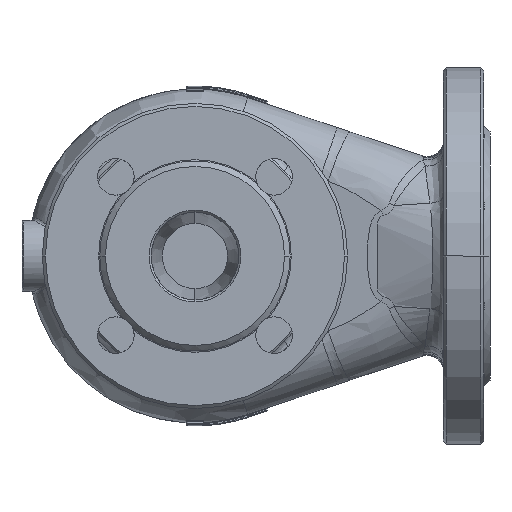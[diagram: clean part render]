
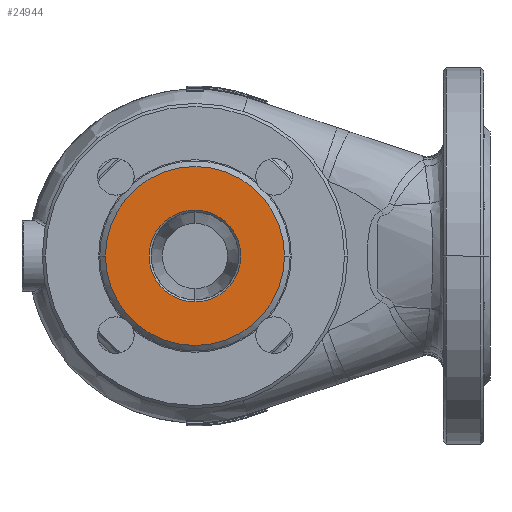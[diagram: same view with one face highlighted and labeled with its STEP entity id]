
A CAD part, front view. The second image highlights one B-rep face of the part: STEP entity #24944.
In plain terms, the highlighted planar face has unit normal (0, -1, 0).
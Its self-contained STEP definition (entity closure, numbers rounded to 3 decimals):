
#319 = VERTEX_POINT ( 'NONE', #116158 ) ;
#331 = VERTEX_POINT ( 'NONE', #116168 ) ;
#13784 = EDGE_LOOP ( 'NONE', ( #59078, #112447 ) ) ;
#13786 = EDGE_LOOP ( 'NONE', ( #60824, #59188 ) ) ;
#17680 = EDGE_CURVE ( 'NONE', #331, #319, #79862, .T. ) ;
#17682 = EDGE_CURVE ( 'NONE', #23460, #23436, #79866, .T. ) ;
#17691 = EDGE_CURVE ( 'NONE', #319, #331, #79880, .T. ) ;
#17718 = EDGE_CURVE ( 'NONE', #23436, #23460, #79954, .T. ) ;
#19231 = AXIS2_PLACEMENT_3D ( 'NONE', #91270, #91271, #91273 ) ;
#19234 = AXIS2_PLACEMENT_3D ( 'NONE', #91306, #91308, #91310 ) ;
#19248 = AXIS2_PLACEMENT_3D ( 'NONE', #91377, #91379, #91381 ) ;
#19274 = AXIS2_PLACEMENT_3D ( 'NONE', #91532, #91534, #91535 ) ;
#23436 = VERTEX_POINT ( 'NONE', #93680 ) ;
#23460 = VERTEX_POINT ( 'NONE', #93685 ) ;
#24944 = ADVANCED_FACE ( 'NONE', ( #56238, #56239 ), #62080, .F. ) ;
#56238 = FACE_BOUND ( 'NONE', #13784, .T. ) ;
#56239 = FACE_OUTER_BOUND ( 'NONE', #13786, .T. ) ;
#59078 = ORIENTED_EDGE ( 'NONE', *, *, #17691, .T. ) ;
#59188 = ORIENTED_EDGE ( 'NONE', *, *, #17682, .F. ) ;
#60824 = ORIENTED_EDGE ( 'NONE', *, *, #17718, .F. ) ;
#62080 = PLANE ( 'NONE',  #107733 ) ;
#62087 = CARTESIAN_POINT ( 'NONE',  ( 0., -109.5, 0. ) ) ;
#62088 = DIRECTION ( 'NONE',  ( 0., 1., 0. ) ) ;
#62089 = DIRECTION ( 'NONE',  ( -1., 0., 0. ) ) ;
#79862 = CIRCLE ( 'NONE', #19231, 22.55 ) ;
#79866 = CIRCLE ( 'NONE', #19234, 44. ) ;
#79880 = CIRCLE ( 'NONE', #19248, 22.55 ) ;
#79954 = CIRCLE ( 'NONE', #19274, 44. ) ;
#91270 = CARTESIAN_POINT ( 'NONE',  ( 0., -109.5, 0. ) ) ;
#91271 = DIRECTION ( 'NONE',  ( 0., 1., 0. ) ) ;
#91273 = DIRECTION ( 'NONE',  ( 0., 0., -1. ) ) ;
#91306 = CARTESIAN_POINT ( 'NONE',  ( 0., -109.5, 0. ) ) ;
#91308 = DIRECTION ( 'NONE',  ( 0., 1., 0. ) ) ;
#91310 = DIRECTION ( 'NONE',  ( -1., 0., 0. ) ) ;
#91377 = CARTESIAN_POINT ( 'NONE',  ( 0., -109.5, 0. ) ) ;
#91379 = DIRECTION ( 'NONE',  ( 0., 1., 0. ) ) ;
#91381 = DIRECTION ( 'NONE',  ( 0., 0., -1. ) ) ;
#91532 = CARTESIAN_POINT ( 'NONE',  ( 0., -109.5, 0. ) ) ;
#91534 = DIRECTION ( 'NONE',  ( 0., 1., 0. ) ) ;
#91535 = DIRECTION ( 'NONE',  ( -1., 0., 0. ) ) ;
#93680 = CARTESIAN_POINT ( 'NONE',  ( -44., -109.5, 0. ) ) ;
#93685 = CARTESIAN_POINT ( 'NONE',  ( 44., -109.5, 0. ) ) ;
#107733 = AXIS2_PLACEMENT_3D ( 'NONE', #62087, #62088, #62089 ) ;
#112447 = ORIENTED_EDGE ( 'NONE', *, *, #17680, .T. ) ;
#116158 = CARTESIAN_POINT ( 'NONE',  ( 0., -109.5, 22.55 ) ) ;
#116168 = CARTESIAN_POINT ( 'NONE',  ( 0., -109.5, -22.55 ) ) ;
